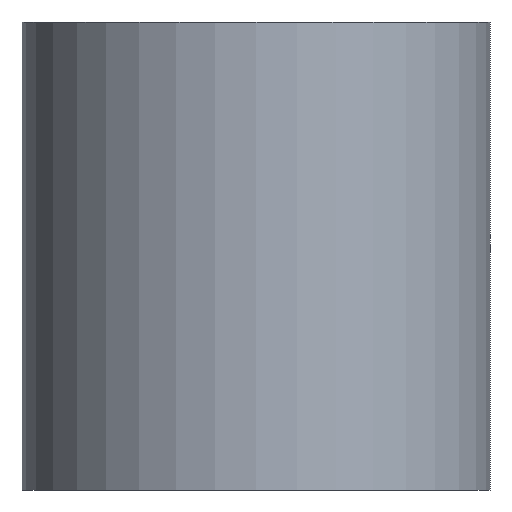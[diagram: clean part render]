
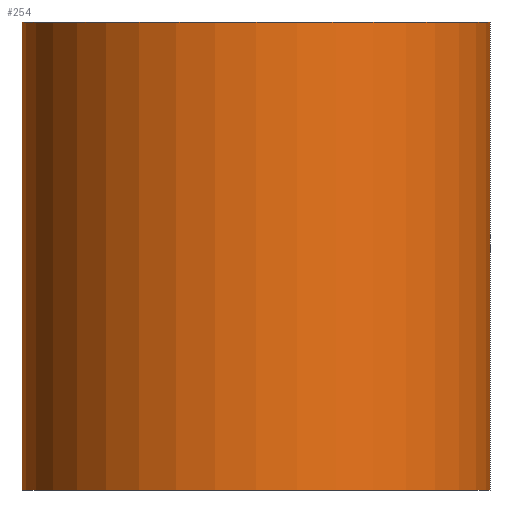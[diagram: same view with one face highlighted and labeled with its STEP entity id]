
A CAD part, left-side view. The second image highlights one B-rep face of the part: STEP entity #254.
In plain terms, the highlighted cylindrical face has radius 50 mm (diameter 100 mm), a full revolution.
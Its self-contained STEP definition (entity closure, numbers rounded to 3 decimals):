
#171=CARTESIAN_POINT('',(0.0,0.0,0.0));
#172=DIRECTION('',(0.0,0.0,1.0));
#173=DIRECTION('',(-1.0,0.0,0.0));
#174=AXIS2_PLACEMENT_3D('',#171,#172,#173);
#175=CYLINDRICAL_SURFACE('',#174,50.0);
#176=CARTESIAN_POINT('',(50.0,0.,50.0));
#177=VERTEX_POINT('',#176);
#178=CARTESIAN_POINT('',(0.0,0.0,50.0));
#179=DIRECTION('',(0.0,0.0,1.0));
#180=DIRECTION('',(-1.0,0.0,0.0));
#181=AXIS2_PLACEMENT_3D('',#178,#179,#180);
#182=CIRCLE('',#181,50.0);
#183=EDGE_CURVE('',#177,#177,#182,.T.);
#184=ORIENTED_EDGE('',*,*,#183,.F.);
#185=EDGE_LOOP('',(#184));
#186=FACE_OUTER_BOUND('',#185,.T.);
#187=CARTESIAN_POINT('',(50.0,0.,-50.0));
#188=VERTEX_POINT('',#187);
#189=CARTESIAN_POINT('',(0.0,0.0,-50.0));
#190=DIRECTION('',(0.0,0.0,-1.0));
#191=DIRECTION('',(-1.0,0.0,0.0));
#192=AXIS2_PLACEMENT_3D('',#189,#190,#191);
#193=CIRCLE('',#192,50.0);
#194=EDGE_CURVE('',#188,#188,#193,.T.);
#195=ORIENTED_EDGE('',*,*,#194,.F.);
#196=EDGE_LOOP('',(#195));
#197=FACE_BOUND('',#196,.T.);
#198=CARTESIAN_POINT('',(50.0,0.,13.0));
#199=VERTEX_POINT('',#198);
#200=CARTESIAN_POINT('',(50.0,0.,-13.0));
#201=VERTEX_POINT('',#200);
#202=CARTESIAN_POINT('',(50.0,0.,13.));
#203=CARTESIAN_POINT('',(50.,-0.886,13.));
#204=CARTESIAN_POINT('',(49.976,-1.768,12.91));
#205=CARTESIAN_POINT('',(49.883,-3.534,12.544));
#206=CARTESIAN_POINT('',(49.812,-4.411,12.263));
#207=CARTESIAN_POINT('',(49.553,-6.863,11.182));
#208=CARTESIAN_POINT('',(49.333,-8.211,10.195));
#209=CARTESIAN_POINT('',(48.923,-10.379,7.982));
#210=CARTESIAN_POINT('',(48.692,-11.384,6.554));
#211=CARTESIAN_POINT('',(48.352,-12.751,3.116));
#212=CARTESIAN_POINT('',(48.28,-13.,1.468));
#213=CARTESIAN_POINT('',(48.28,-13.,-1.501));
#214=CARTESIAN_POINT('',(48.355,-12.738,-3.149));
#215=CARTESIAN_POINT('',(48.696,-11.369,-6.593));
#216=CARTESIAN_POINT('',(48.926,-10.357,-7.988));
#217=CARTESIAN_POINT('',(49.332,-8.228,-10.196));
#218=CARTESIAN_POINT('',(49.563,-6.808,-11.225));
#219=CARTESIAN_POINT('',(49.821,-4.304,-12.299));
#220=CARTESIAN_POINT('',(49.889,-3.449,-12.566));
#221=CARTESIAN_POINT('',(49.977,-1.727,-12.914));
#222=CARTESIAN_POINT('',(50.0,-0.865,-13.));
#223=CARTESIAN_POINT('',(50.0,0.,-13.));
#224=B_SPLINE_CURVE_WITH_KNOTS('',3,(#202,#203,#204,#205,#206,#207,#208,#209,#210,#211,#212,#213,#214,#215,#216,#217,#218,#219,#220,#221,#222,#223),.UNSPECIFIED.,.F.,.U.,(4,2,2,2,2,2,2,2,2,2,4),(0.,0.266,0.541,1.075,1.616,2.138,2.673,3.248,3.901,4.219,4.526),.UNSPECIFIED.);
#225=EDGE_CURVE('',#199,#201,#224,.T.);
#226=ORIENTED_EDGE('',*,*,#225,.F.);
#227=CARTESIAN_POINT('',(50.0,0.,-13.));
#228=CARTESIAN_POINT('',(50.0,0.882,-13.));
#229=CARTESIAN_POINT('',(49.976,1.76,-12.91));
#230=CARTESIAN_POINT('',(49.884,3.515,-12.549));
#231=CARTESIAN_POINT('',(49.814,4.384,-12.272));
#232=CARTESIAN_POINT('',(49.569,6.725,-11.246));
#233=CARTESIAN_POINT('',(49.355,8.09,-10.307));
#234=CARTESIAN_POINT('',(48.911,10.451,-7.92));
#235=CARTESIAN_POINT('',(48.685,11.41,-6.465));
#236=CARTESIAN_POINT('',(48.37,12.679,-3.319));
#237=CARTESIAN_POINT('',(48.28,13.,-1.671));
#238=CARTESIAN_POINT('',(48.28,13.,1.672));
#239=CARTESIAN_POINT('',(48.37,12.678,3.321));
#240=CARTESIAN_POINT('',(48.681,11.426,6.425));
#241=CARTESIAN_POINT('',(48.899,10.501,7.846));
#242=CARTESIAN_POINT('',(49.342,8.171,10.248));
#243=CARTESIAN_POINT('',(49.56,6.792,11.211));
#244=CARTESIAN_POINT('',(49.811,4.425,12.258));
#245=CARTESIAN_POINT('',(49.882,3.545,12.541));
#246=CARTESIAN_POINT('',(49.976,1.776,12.909));
#247=CARTESIAN_POINT('',(50.,0.89,13.));
#248=CARTESIAN_POINT('',(50.0,0.,13.));
#249=B_SPLINE_CURVE_WITH_KNOTS('',3,(#227,#228,#229,#230,#231,#232,#233,#234,#235,#236,#237,#238,#239,#240,#241,#242,#243,#244,#245,#246,#247,#248),.UNSPECIFIED.,.F.,.U.,(4,2,2,2,2,2,2,2,2,2,4),(0.,0.264,0.538,1.033,1.554,2.054,2.554,3.061,3.563,3.837,4.102),.UNSPECIFIED.);
#250=EDGE_CURVE('',#201,#199,#249,.T.);
#251=ORIENTED_EDGE('',*,*,#250,.F.);
#252=EDGE_LOOP('',(#226,#251));
#253=FACE_BOUND('',#252,.T.);
#254=ADVANCED_FACE('',(#186,#197,#253),#175,.T.);
